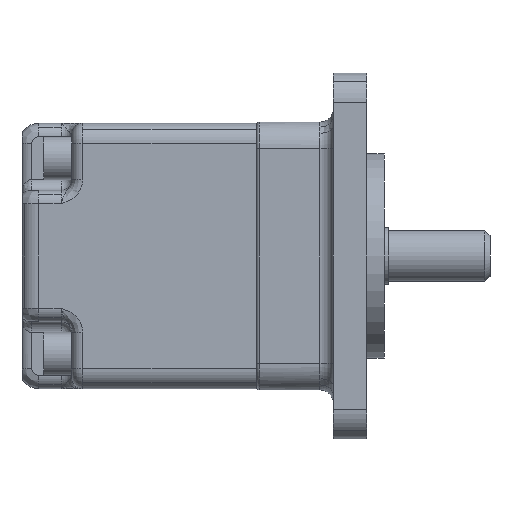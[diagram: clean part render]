
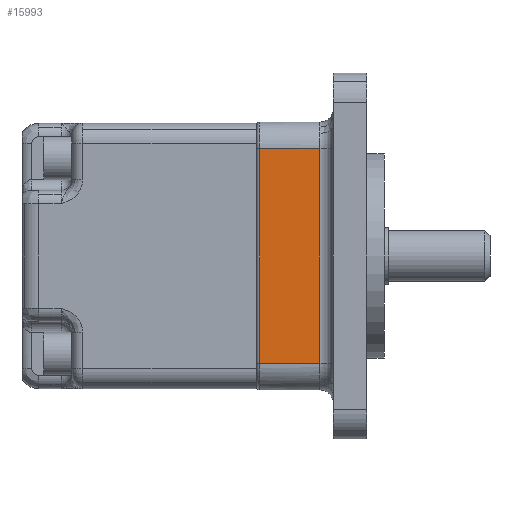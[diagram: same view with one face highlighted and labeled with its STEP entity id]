
A CAD part, front view. The second image highlights one B-rep face of the part: STEP entity #15993.
In plain terms, the highlighted planar face has unit normal (0, -1, 0).
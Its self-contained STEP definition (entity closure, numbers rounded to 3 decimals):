
#227 = LINE ( 'NONE', #5484, #13988 ) ;
#434 = EDGE_CURVE ( 'NONE', #15458, #4804, #2579, .T. ) ;
#1070 = DIRECTION ( 'NONE',  ( 0., -1., 0. ) ) ;
#1221 = CARTESIAN_POINT ( 'NONE',  ( -80., -100., 80. ) ) ;
#1495 = CARTESIAN_POINT ( 'NONE',  ( -80., -100., -80. ) ) ;
#2328 = ORIENTED_EDGE ( 'NONE', *, *, #13754, .F. ) ;
#2442 = EDGE_LOOP ( 'NONE', ( #15046, #5857, #2328, #4908 ) ) ;
#2579 = LINE ( 'NONE', #13805, #15962 ) ;
#2769 = CARTESIAN_POINT ( 'NONE',  ( -35., -100., -80. ) ) ;
#4291 = CARTESIAN_POINT ( 'NONE',  ( -35., -100., 100. ) ) ;
#4554 = DIRECTION ( 'NONE',  ( -1., 0., 0. ) ) ;
#4574 = DIRECTION ( 'NONE',  ( -1., 0., 0. ) ) ;
#4804 = VERTEX_POINT ( 'NONE', #1495 ) ;
#4908 = ORIENTED_EDGE ( 'NONE', *, *, #7668, .T. ) ;
#5484 = CARTESIAN_POINT ( 'NONE',  ( -25., -100., 80. ) ) ;
#5857 = ORIENTED_EDGE ( 'NONE', *, *, #434, .T. ) ;
#6403 = VERTEX_POINT ( 'NONE', #11910 ) ;
#7668 = EDGE_CURVE ( 'NONE', #12676, #6403, #10274, .T. ) ;
#9228 = CARTESIAN_POINT ( 'NONE',  ( -25., -100., -80. ) ) ;
#10274 = LINE ( 'NONE', #4291, #13012 ) ;
#10703 = FACE_OUTER_BOUND ( 'NONE', #2442, .T. ) ;
#11910 = CARTESIAN_POINT ( 'NONE',  ( -35., -100., 80. ) ) ;
#12159 = PLANE ( 'NONE',  #12711 ) ;
#12676 = VERTEX_POINT ( 'NONE', #2769 ) ;
#12682 = DIRECTION ( 'NONE',  ( -1., 0., 0. ) ) ;
#12711 = AXIS2_PLACEMENT_3D ( 'NONE', #13190, #1070, #4574 ) ;
#13012 = VECTOR ( 'NONE', #15338, 1000. ) ;
#13190 = CARTESIAN_POINT ( 'NONE',  ( -25., -100., 100. ) ) ;
#13754 = EDGE_CURVE ( 'NONE', #12676, #4804, #15529, .T. ) ;
#13805 = CARTESIAN_POINT ( 'NONE',  ( -80., -100., -80. ) ) ;
#13895 = DIRECTION ( 'NONE',  ( 0., 0., -1. ) ) ;
#13988 = VECTOR ( 'NONE', #12682, 1000. ) ;
#14327 = VECTOR ( 'NONE', #4554, 1000. ) ;
#15046 = ORIENTED_EDGE ( 'NONE', *, *, #15567, .T. ) ;
#15338 = DIRECTION ( 'NONE',  ( 0., 0., 1. ) ) ;
#15458 = VERTEX_POINT ( 'NONE', #1221 ) ;
#15529 = LINE ( 'NONE', #9228, #14327 ) ;
#15567 = EDGE_CURVE ( 'NONE', #6403, #15458, #227, .T. ) ;
#15962 = VECTOR ( 'NONE', #13895, 1000. ) ;
#15993 = ADVANCED_FACE ( 'NONE', ( #10703 ), #12159, .T. ) ;
